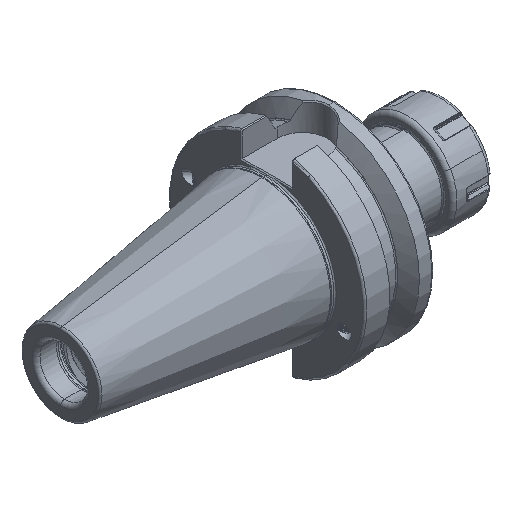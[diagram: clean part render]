
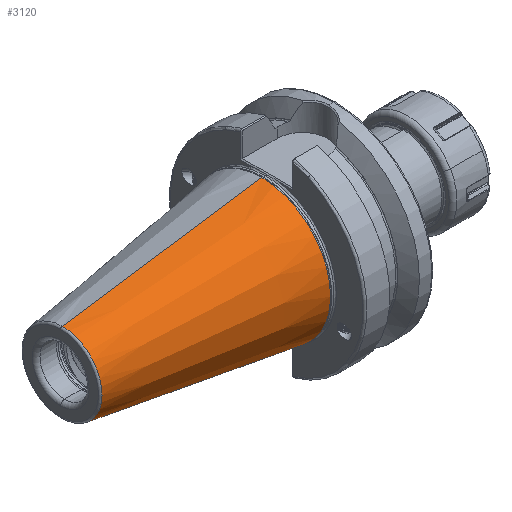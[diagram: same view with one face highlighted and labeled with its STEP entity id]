
A CAD part, isometric view. The second image highlights one B-rep face of the part: STEP entity #3120.
In plain terms, the highlighted conical face has half-angle 8.297 degrees and reference radius 34.998 mm.
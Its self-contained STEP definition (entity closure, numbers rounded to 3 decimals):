
#273 = EDGE_CURVE ( 'NONE', #12259, #22544, #7711, .T. ) ;
#322 = EDGE_CURVE ( 'NONE', #22610, #12264, #7768, .T. ) ;
#403 = EDGE_CURVE ( 'NONE', #22544, #12264, #7837, .T. ) ;
#428 = EDGE_CURVE ( 'NONE', #12259, #22610, #7877, .T. ) ;
#3120 = ADVANCED_FACE ( 'NONE', ( #4672 ), #4653, .T. ) ;
#4653 = CONICAL_SURFACE ( 'NONE', #10109, 34.998, 0.145 ) ;
#4672 = FACE_OUTER_BOUND ( 'NONE', #7327, .T. ) ;
#7327 = EDGE_LOOP ( 'NONE', ( #29228, #29216, #29224, #29186 ) ) ;
#7711 = CIRCLE ( 'NONE', #8182, 20.204 ) ;
#7768 = CIRCLE ( 'NONE', #8199, 34.998 ) ;
#7828 = VECTOR ( 'NONE', #17406, 1000. ) ;
#7837 = LINE ( 'NONE', #17404, #7828 ) ;
#7877 = LINE ( 'NONE', #17132, #7883 ) ;
#7883 = VECTOR ( 'NONE', #17191, 1000. ) ;
#8182 = AXIS2_PLACEMENT_3D ( 'NONE', #12826, #12788, #12763 ) ;
#8199 = AXIS2_PLACEMENT_3D ( 'NONE', #13798, #13731, #13746 ) ;
#10109 = AXIS2_PLACEMENT_3D ( 'NONE', #12049, #12027, #12059 ) ;
#12027 = DIRECTION ( 'NONE',  ( 1., 0., 0. ) ) ;
#12049 = CARTESIAN_POINT ( 'NONE',  ( -2.5, 0., 0. ) ) ;
#12059 = DIRECTION ( 'NONE',  ( 0., 0., -1. ) ) ;
#12259 = VERTEX_POINT ( 'NONE', #16583 ) ;
#12264 = VERTEX_POINT ( 'NONE', #16656 ) ;
#12763 = DIRECTION ( 'NONE',  ( 0., 0., 1. ) ) ;
#12788 = DIRECTION ( 'NONE',  ( -1., 0., 0. ) ) ;
#12826 = CARTESIAN_POINT ( 'NONE',  ( -103.944, 0., 0. ) ) ;
#13731 = DIRECTION ( 'NONE',  ( -1., 0., 0. ) ) ;
#13746 = DIRECTION ( 'NONE',  ( 0., 0., 1. ) ) ;
#13798 = CARTESIAN_POINT ( 'NONE',  ( -2.5, 0., 0. ) ) ;
#16583 = CARTESIAN_POINT ( 'NONE',  ( -103.944, 0., -20.204 ) ) ;
#16656 = CARTESIAN_POINT ( 'NONE',  ( -2.5, 0., 34.998 ) ) ;
#16762 = CARTESIAN_POINT ( 'NONE',  ( -103.944, 0., 20.204 ) ) ;
#16843 = CARTESIAN_POINT ( 'NONE',  ( -2.5, 0., -34.998 ) ) ;
#17132 = CARTESIAN_POINT ( 'NONE',  ( -2.5, 0., -34.998 ) ) ;
#17191 = DIRECTION ( 'NONE',  ( 0.99, 0., -0.144 ) ) ;
#17404 = CARTESIAN_POINT ( 'NONE',  ( -2.5, 0., 34.998 ) ) ;
#17406 = DIRECTION ( 'NONE',  ( 0.99, 0., 0.144 ) ) ;
#22544 = VERTEX_POINT ( 'NONE', #16762 ) ;
#22610 = VERTEX_POINT ( 'NONE', #16843 ) ;
#29186 = ORIENTED_EDGE ( 'NONE', *, *, #322, .T. ) ;
#29216 = ORIENTED_EDGE ( 'NONE', *, *, #273, .F. ) ;
#29224 = ORIENTED_EDGE ( 'NONE', *, *, #428, .T. ) ;
#29228 = ORIENTED_EDGE ( 'NONE', *, *, #403, .F. ) ;
